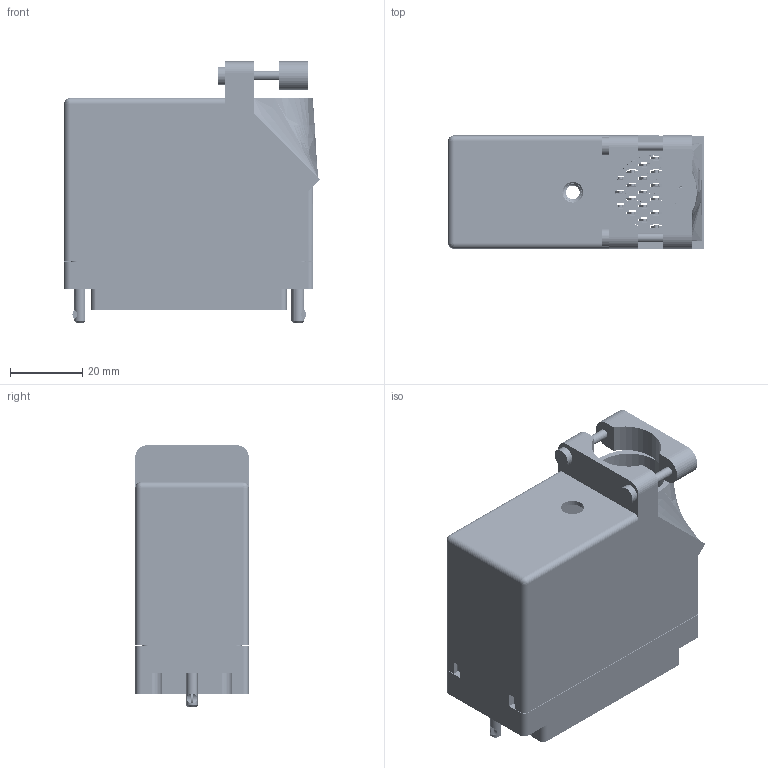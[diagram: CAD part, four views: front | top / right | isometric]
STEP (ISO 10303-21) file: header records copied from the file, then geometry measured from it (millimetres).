
FILE_DESCRIPTION (( 'STEP AP203' ), '1' );
FILE_NAME ('516-090-542-312.STEP', '2020-03-10T23:51:39', ( '' ), ( '' ), 'SwSTEP 2.0', 'SolidWorks 2016', '' );
FILE_SCHEMA (( 'CONFIG_CONTROL_DESIGN' ));
Length unit declared in the file: inch
Products named in the file (8): 516-230-001_Plastic - 090 Top Entry; 516 Plug Insulator_090; 516-252-095-100; 516-090-542-312; 516-222-090-102_090; 516-292-001_542 Contact; 516-222-090-102_091; 516-252-091-102
Assembly tree (97 placements, depth 2):
  516-090-542-312
    516 Plug Insulator_090
    516-292-001_542 Contact  x90
    516-230-001_Plastic - 090 Top Entry
    516-252-091-102  x2
    516-222-090-102_090
    516-252-095-100
    516-222-090-102_091
Bounding box: 70.83 x 31.75 x 72.34 mm (x, y, z)
Volume: 39208.7 mm3; surface area: 66014.5 mm2
Topology: 97 solids, 97 shells, 8622 faces, 24971 edges, 16565 vertices
Faces by surface type: plane 5255, cylinder 2736, bspline 579, cone 46, torus 4, sphere 2
Entity records: 83924 total; most frequent: CARTESIAN_POINT 21134, ORIENTED_EDGE 12758, DIRECTION 12163, EDGE_CURVE 6379, LINE 4599, VECTOR 4599, VERTEX_POINT 4231, AXIS2_PLACEMENT_3D 3782
